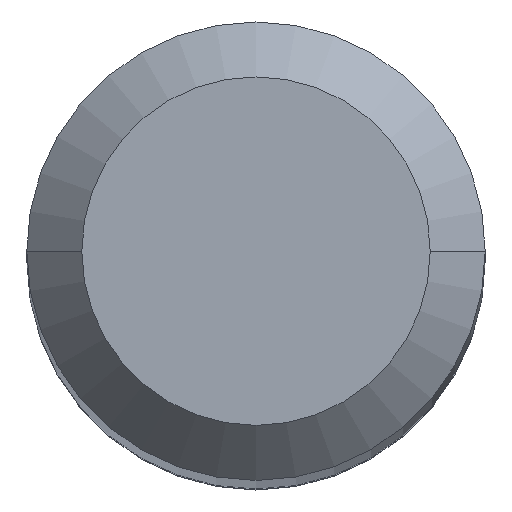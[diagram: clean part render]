
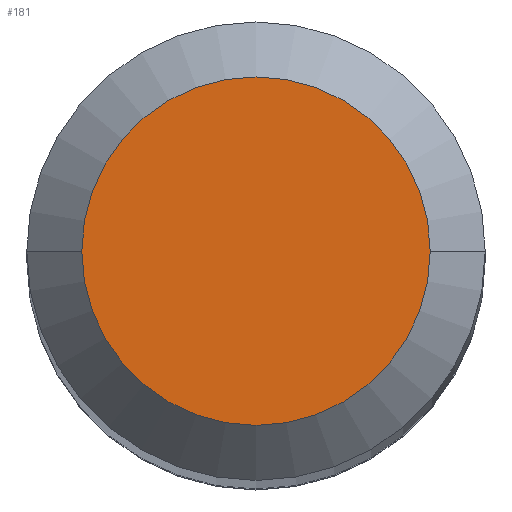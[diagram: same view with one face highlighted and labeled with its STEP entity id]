
A CAD part, top view. The second image highlights one B-rep face of the part: STEP entity #181.
In plain terms, the highlighted planar face has unit normal (0, 0, 1).
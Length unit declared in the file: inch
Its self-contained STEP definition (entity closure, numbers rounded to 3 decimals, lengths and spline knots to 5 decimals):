
#14 = CIRCLE ( 'NONE', #88, 0.0475 ) ;
#16 = PLANE ( 'NONE',  #378 ) ;
#28 = DIRECTION ( 'NONE',  ( 1., 0., 0. ) ) ;
#37 = ORIENTED_EDGE ( 'NONE', *, *, #87, .T. ) ;
#50 = ORIENTED_EDGE ( 'NONE', *, *, #313, .T. ) ;
#67 = CARTESIAN_POINT ( 'NONE',  ( -0.0475, 0., 1.5 ) ) ;
#82 = CARTESIAN_POINT ( 'NONE',  ( 0., 0., 1.5 ) ) ;
#87 = EDGE_CURVE ( 'NONE', #362, #327, #14, .T. ) ;
#88 = AXIS2_PLACEMENT_3D ( 'NONE', #191, #360, #306 ) ;
#96 = EDGE_LOOP ( 'NONE', ( #37, #50 ) ) ;
#140 = FACE_OUTER_BOUND ( 'NONE', #96, .T. ) ;
#175 = AXIS2_PLACEMENT_3D ( 'NONE', #302, #322, #28 ) ;
#181 = ADVANCED_FACE ( 'NONE', ( #140 ), #16, .T. ) ;
#191 = CARTESIAN_POINT ( 'NONE',  ( 0., 0., 1.5 ) ) ;
#206 = DIRECTION ( 'NONE',  ( 1., 0., 0. ) ) ;
#285 = CARTESIAN_POINT ( 'NONE',  ( 0.0475, 0., 1.5 ) ) ;
#302 = CARTESIAN_POINT ( 'NONE',  ( 0., 0., 1.5 ) ) ;
#306 = DIRECTION ( 'NONE',  ( 1., 0., 0. ) ) ;
#313 = EDGE_CURVE ( 'NONE', #327, #362, #344, .T. ) ;
#317 = DIRECTION ( 'NONE',  ( 0., 0., 1. ) ) ;
#322 = DIRECTION ( 'NONE',  ( 0., 0., 1. ) ) ;
#327 = VERTEX_POINT ( 'NONE', #285 ) ;
#344 = CIRCLE ( 'NONE', #175, 0.0475 ) ;
#360 = DIRECTION ( 'NONE',  ( 0., 0., 1. ) ) ;
#362 = VERTEX_POINT ( 'NONE', #67 ) ;
#378 = AXIS2_PLACEMENT_3D ( 'NONE', #82, #317, #206 ) ;
